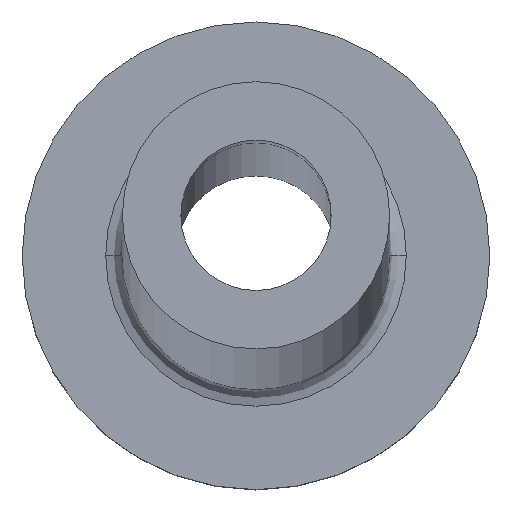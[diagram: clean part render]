
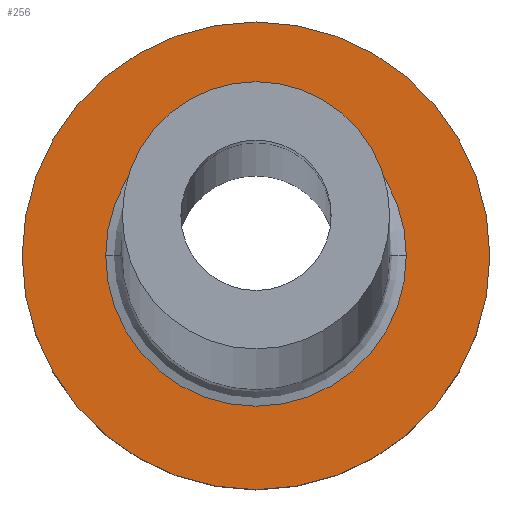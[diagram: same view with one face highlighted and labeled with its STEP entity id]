
A CAD part, top view. The second image highlights one B-rep face of the part: STEP entity #256.
In plain terms, the highlighted planar face has unit normal (0, 0, 1).
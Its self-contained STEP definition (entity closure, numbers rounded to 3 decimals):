
#2 = EDGE_LOOP ( 'NONE', ( #89, #126 ) ) ;
#5 = VERTEX_POINT ( 'NONE', #428 ) ;
#21 = DIRECTION ( 'NONE',  ( 0., 0., 1. ) ) ;
#29 = EDGE_CURVE ( 'NONE', #94, #5, #242, .T. ) ;
#41 = CARTESIAN_POINT ( 'NONE',  ( 0., 0., 5. ) ) ;
#49 = DIRECTION ( 'NONE',  ( 0., 0., -1. ) ) ;
#50 = AXIS2_PLACEMENT_3D ( 'NONE', #41, #214, #417 ) ;
#60 = VERTEX_POINT ( 'NONE', #241 ) ;
#63 = EDGE_CURVE ( 'NONE', #5, #94, #192, .T. ) ;
#67 = CARTESIAN_POINT ( 'NONE',  ( 0., 0., 5. ) ) ;
#89 = ORIENTED_EDGE ( 'NONE', *, *, #63, .T. ) ;
#92 = CIRCLE ( 'NONE', #343, 4.5 ) ;
#94 = VERTEX_POINT ( 'NONE', #361 ) ;
#112 = AXIS2_PLACEMENT_3D ( 'NONE', #67, #21, #162 ) ;
#119 = CARTESIAN_POINT ( 'NONE',  ( 4.5, 0., 5. ) ) ;
#126 = ORIENTED_EDGE ( 'NONE', *, *, #29, .T. ) ;
#142 = AXIS2_PLACEMENT_3D ( 'NONE', #247, #353, #143 ) ;
#143 = DIRECTION ( 'NONE',  ( 1., 0., 0. ) ) ;
#162 = DIRECTION ( 'NONE',  ( 1., 0., 0. ) ) ;
#183 = DIRECTION ( 'NONE',  ( 1., 0., 0. ) ) ;
#187 = EDGE_CURVE ( 'NONE', #60, #407, #326, .T. ) ;
#189 = ORIENTED_EDGE ( 'NONE', *, *, #187, .T. ) ;
#192 = CIRCLE ( 'NONE', #142, 7. ) ;
#202 = DIRECTION ( 'NONE',  ( 0., 0., -1. ) ) ;
#204 = FACE_OUTER_BOUND ( 'NONE', #2, .T. ) ;
#214 = DIRECTION ( 'NONE',  ( 0., 0., 1. ) ) ;
#220 = ORIENTED_EDGE ( 'NONE', *, *, #289, .T. ) ;
#233 = CARTESIAN_POINT ( 'NONE',  ( 0., 0., 5. ) ) ;
#234 = DIRECTION ( 'NONE',  ( 1., 0., 0. ) ) ;
#241 = CARTESIAN_POINT ( 'NONE',  ( -4.5, 0., 5. ) ) ;
#242 = CIRCLE ( 'NONE', #50, 7. ) ;
#247 = CARTESIAN_POINT ( 'NONE',  ( 0., 0., 5. ) ) ;
#256 = ADVANCED_FACE ( 'NONE', ( #302, #204 ), #448, .T. ) ;
#274 = AXIS2_PLACEMENT_3D ( 'NONE', #366, #49, #183 ) ;
#289 = EDGE_CURVE ( 'NONE', #407, #60, #92, .T. ) ;
#302 = FACE_BOUND ( 'NONE', #338, .T. ) ;
#326 = CIRCLE ( 'NONE', #274, 4.5 ) ;
#338 = EDGE_LOOP ( 'NONE', ( #220, #189 ) ) ;
#343 = AXIS2_PLACEMENT_3D ( 'NONE', #233, #202, #234 ) ;
#353 = DIRECTION ( 'NONE',  ( 0., 0., 1. ) ) ;
#361 = CARTESIAN_POINT ( 'NONE',  ( 7., 0., 5. ) ) ;
#366 = CARTESIAN_POINT ( 'NONE',  ( 0., 0., 5. ) ) ;
#407 = VERTEX_POINT ( 'NONE', #119 ) ;
#417 = DIRECTION ( 'NONE',  ( 1., 0., 0. ) ) ;
#428 = CARTESIAN_POINT ( 'NONE',  ( -7., 0., 5. ) ) ;
#448 = PLANE ( 'NONE',  #112 ) ;
